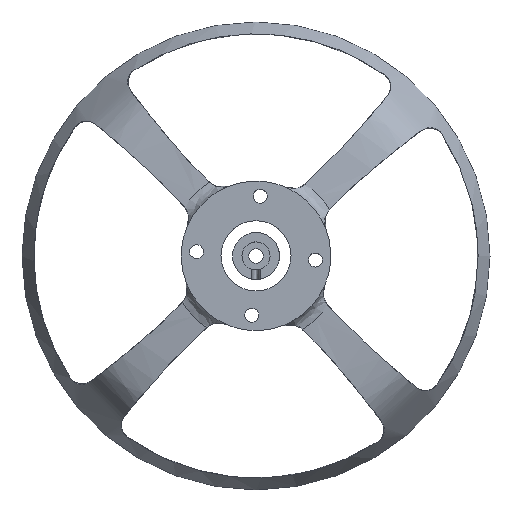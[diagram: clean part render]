
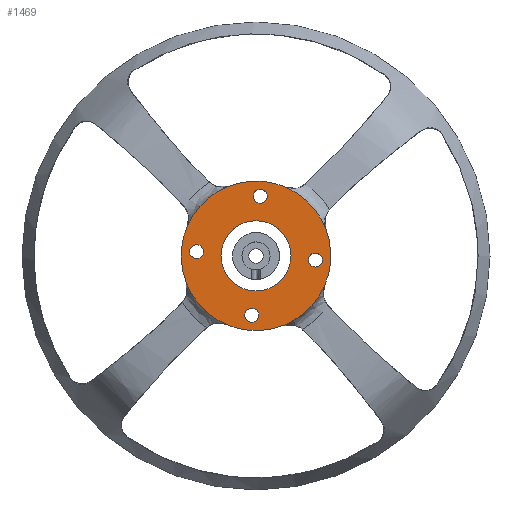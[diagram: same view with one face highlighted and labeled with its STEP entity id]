
A CAD part, top view. The second image highlights one B-rep face of the part: STEP entity #1469.
In plain terms, the highlighted planar face has unit normal (0, 0, 1).
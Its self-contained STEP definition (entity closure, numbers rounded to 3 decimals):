
#41=FACE_BOUND('',#370,.T.);
#42=FACE_BOUND('',#371,.T.);
#43=FACE_BOUND('',#372,.T.);
#44=FACE_BOUND('',#373,.T.);
#45=FACE_BOUND('',#374,.T.);
#58=PLANE('',#1587);
#124=CIRCLE('',#1506,16.);
#126=CIRCLE('',#1509,16.);
#128=CIRCLE('',#1512,16.);
#129=CIRCLE('',#1514,16.);
#131=CIRCLE('',#1516,16.);
#134=CIRCLE('',#1519,16.);
#135=CIRCLE('',#1520,16.);
#136=CIRCLE('',#1521,16.);
#170=CIRCLE('',#1578,1.5);
#171=CIRCLE('',#1580,1.5);
#172=CIRCLE('',#1582,7.5);
#173=CIRCLE('',#1584,1.5);
#174=CIRCLE('',#1586,1.5);
#278=FACE_OUTER_BOUND('',#369,.T.);
#369=EDGE_LOOP('',(#1332,#1333,#1334,#1335,#1336,#1337,#1338,#1339));
#370=EDGE_LOOP('',(#1340));
#371=EDGE_LOOP('',(#1341));
#372=EDGE_LOOP('',(#1342));
#373=EDGE_LOOP('',(#1343));
#374=EDGE_LOOP('',(#1344));
#596=VERTEX_POINT('',#2764);
#604=VERTEX_POINT('',#2878);
#607=VERTEX_POINT('',#2914);
#614=VERTEX_POINT('',#3048);
#617=VERTEX_POINT('',#3084);
#624=VERTEX_POINT('',#3218);
#627=VERTEX_POINT('',#3254);
#634=VERTEX_POINT('',#3388);
#671=VERTEX_POINT('',#3924);
#672=VERTEX_POINT('',#3928);
#673=VERTEX_POINT('',#3932);
#674=VERTEX_POINT('',#3936);
#675=VERTEX_POINT('',#3940);
#781=EDGE_CURVE('',#604,#607,#124,.T.);
#796=EDGE_CURVE('',#614,#617,#126,.T.);
#811=EDGE_CURVE('',#624,#627,#128,.T.);
#824=EDGE_CURVE('',#634,#596,#129,.T.);
#826=EDGE_CURVE('',#627,#634,#131,.T.);
#838=EDGE_CURVE('',#617,#624,#134,.T.);
#839=EDGE_CURVE('',#596,#604,#135,.T.);
#840=EDGE_CURVE('',#607,#614,#136,.T.);
#891=EDGE_CURVE('',#671,#671,#170,.T.);
#893=EDGE_CURVE('',#672,#672,#171,.T.);
#895=EDGE_CURVE('',#673,#673,#172,.T.);
#897=EDGE_CURVE('',#674,#674,#173,.T.);
#899=EDGE_CURVE('',#675,#675,#174,.T.);
#1332=ORIENTED_EDGE('',*,*,#840,.T.);
#1333=ORIENTED_EDGE('',*,*,#796,.T.);
#1334=ORIENTED_EDGE('',*,*,#838,.T.);
#1335=ORIENTED_EDGE('',*,*,#811,.T.);
#1336=ORIENTED_EDGE('',*,*,#826,.T.);
#1337=ORIENTED_EDGE('',*,*,#824,.T.);
#1338=ORIENTED_EDGE('',*,*,#839,.T.);
#1339=ORIENTED_EDGE('',*,*,#781,.T.);
#1340=ORIENTED_EDGE('',*,*,#899,.T.);
#1341=ORIENTED_EDGE('',*,*,#897,.T.);
#1342=ORIENTED_EDGE('',*,*,#895,.T.);
#1343=ORIENTED_EDGE('',*,*,#893,.T.);
#1344=ORIENTED_EDGE('',*,*,#891,.T.);
#1469=ADVANCED_FACE('',(#278,#41,#42,#43,#44,#45),#58,.T.);
#1506=AXIS2_PLACEMENT_3D('',#2919,#1633,#1634);
#1509=AXIS2_PLACEMENT_3D('',#3089,#1639,#1640);
#1512=AXIS2_PLACEMENT_3D('',#3259,#1645,#1646);
#1514=AXIS2_PLACEMENT_3D('',#3422,#1649,#1650);
#1516=AXIS2_PLACEMENT_3D('',#3449,#1653,#1654);
#1519=AXIS2_PLACEMENT_3D('',#3549,#1659,#1660);
#1520=AXIS2_PLACEMENT_3D('',#3575,#1661,#1662);
#1521=AXIS2_PLACEMENT_3D('',#3601,#1663,#1664);
#1578=AXIS2_PLACEMENT_3D('',#3925,#1786,#1787);
#1580=AXIS2_PLACEMENT_3D('',#3929,#1791,#1792);
#1582=AXIS2_PLACEMENT_3D('',#3933,#1796,#1797);
#1584=AXIS2_PLACEMENT_3D('',#3937,#1801,#1802);
#1586=AXIS2_PLACEMENT_3D('',#3941,#1806,#1807);
#1587=AXIS2_PLACEMENT_3D('',#3943,#1809,#1810);
#1633=DIRECTION('center_axis',(0.,0.,1.));
#1634=DIRECTION('ref_axis',(1.,0.,0.));
#1639=DIRECTION('center_axis',(0.,0.,1.));
#1640=DIRECTION('ref_axis',(1.,0.,0.));
#1645=DIRECTION('center_axis',(0.,0.,1.));
#1646=DIRECTION('ref_axis',(1.,0.,0.));
#1649=DIRECTION('center_axis',(0.,0.,1.));
#1650=DIRECTION('ref_axis',(1.,0.,0.));
#1653=DIRECTION('center_axis',(0.,0.,1.));
#1654=DIRECTION('ref_axis',(1.,0.,0.));
#1659=DIRECTION('center_axis',(0.,0.,1.));
#1660=DIRECTION('ref_axis',(1.,0.,0.));
#1661=DIRECTION('center_axis',(0.,0.,1.));
#1662=DIRECTION('ref_axis',(1.,0.,0.));
#1663=DIRECTION('center_axis',(0.,0.,1.));
#1664=DIRECTION('ref_axis',(1.,0.,0.));
#1786=DIRECTION('center_axis',(0.,0.,-1.));
#1787=DIRECTION('ref_axis',(1.,0.,0.));
#1791=DIRECTION('center_axis',(0.,0.,-1.));
#1792=DIRECTION('ref_axis',(1.,0.,0.));
#1796=DIRECTION('center_axis',(0.,0.,-1.));
#1797=DIRECTION('ref_axis',(1.,0.,0.));
#1801=DIRECTION('center_axis',(0.,0.,-1.));
#1802=DIRECTION('ref_axis',(1.,0.,0.));
#1806=DIRECTION('center_axis',(0.,0.,-1.));
#1807=DIRECTION('ref_axis',(1.,0.,0.));
#1809=DIRECTION('center_axis',(0.,0.,1.));
#1810=DIRECTION('ref_axis',(1.,0.,0.));
#2764=CARTESIAN_POINT('',(5.768,-14.924,20.));
#2878=CARTESIAN_POINT('',(14.694,-6.331,20.));
#2914=CARTESIAN_POINT('',(14.924,5.768,20.));
#2919=CARTESIAN_POINT('Origin',(0.,0.,20.));
#3048=CARTESIAN_POINT('',(6.331,14.694,20.));
#3084=CARTESIAN_POINT('',(-5.768,14.924,20.));
#3089=CARTESIAN_POINT('Origin',(0.,0.,20.));
#3218=CARTESIAN_POINT('',(-14.694,6.331,20.));
#3254=CARTESIAN_POINT('',(-14.924,-5.768,20.));
#3259=CARTESIAN_POINT('Origin',(0.,0.,20.));
#3388=CARTESIAN_POINT('',(-6.331,-14.694,20.));
#3422=CARTESIAN_POINT('Origin',(0.,0.,20.));
#3449=CARTESIAN_POINT('Origin',(0.,0.,20.));
#3549=CARTESIAN_POINT('Origin',(0.,0.,20.));
#3575=CARTESIAN_POINT('Origin',(0.,0.,20.));
#3601=CARTESIAN_POINT('Origin',(0.,0.,20.));
#3924=CARTESIAN_POINT('',(-0.594,12.718,20.));
#3925=CARTESIAN_POINT('Origin',(0.906,12.718,20.));
#3928=CARTESIAN_POINT('',(-14.218,0.906,20.));
#3929=CARTESIAN_POINT('Origin',(-12.718,0.906,20.));
#3932=CARTESIAN_POINT('',(-7.5,0.,20.));
#3933=CARTESIAN_POINT('Origin',(0.,0.,20.));
#3936=CARTESIAN_POINT('',(-2.406,-12.718,20.));
#3937=CARTESIAN_POINT('Origin',(-0.906,-12.718,20.));
#3940=CARTESIAN_POINT('',(11.218,-0.906,20.));
#3941=CARTESIAN_POINT('Origin',(12.718,-0.906,20.));
#3943=CARTESIAN_POINT('Origin',(0.,0.,20.));
